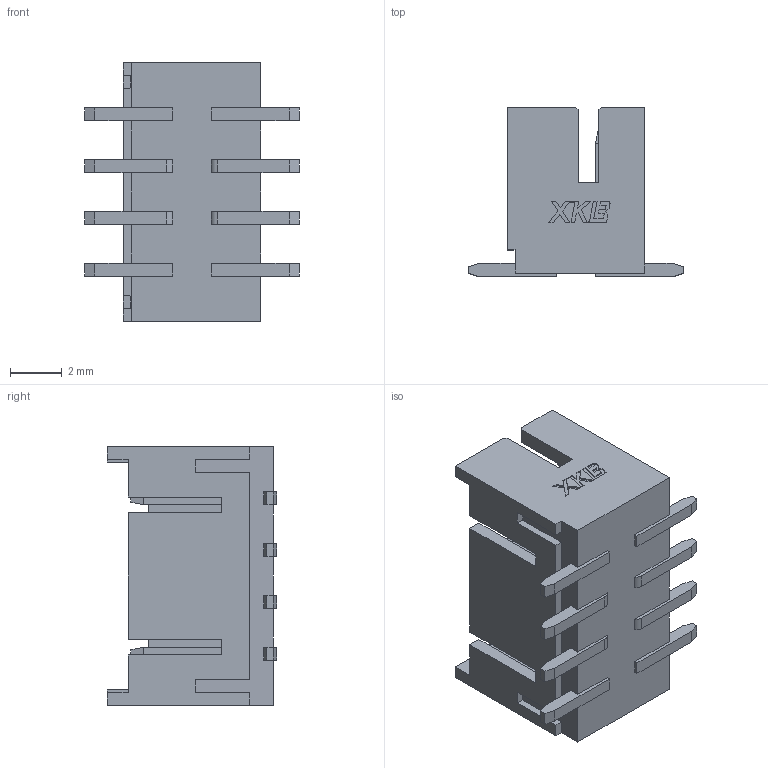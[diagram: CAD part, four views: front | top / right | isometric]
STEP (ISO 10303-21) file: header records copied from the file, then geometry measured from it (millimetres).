
FILE_DESCRIPTION(('STEP AP214'),'1');
FILE_NAME('x2026wvs-2x04-9tsn.stp','2022-03-12T03:04:37',('TraceParts'),('TraceParts S.A.'),'Spatial InterOp 3D',' ',' ');
FILE_SCHEMA(('AUTOMOTIVE_DESIGN { 1 0 10303 214 1 1 1 1 }'));
Length unit declared in the file: millimetre
Products named in the file (1): x2026wvs-2x04-9tsn
Bounding box: 8.3 x 6.53 x 10 mm (x, y, z)
Volume: 145.7 mm3; surface area: 496.4 mm2
Topology: 1 solids, 1 shells, 244 faces, 667 edges, 434 vertices
Faces by surface type: plane 234, cylinder 10
Entity records: 7550 total; most frequent: CARTESIAN_POINT 1346, ORIENTED_EDGE 1334, DIRECTION 1177, EDGE_CURVE 667, LINE 647, VECTOR 647, VERTEX_POINT 434, AXIS2_PLACEMENT_3D 265
